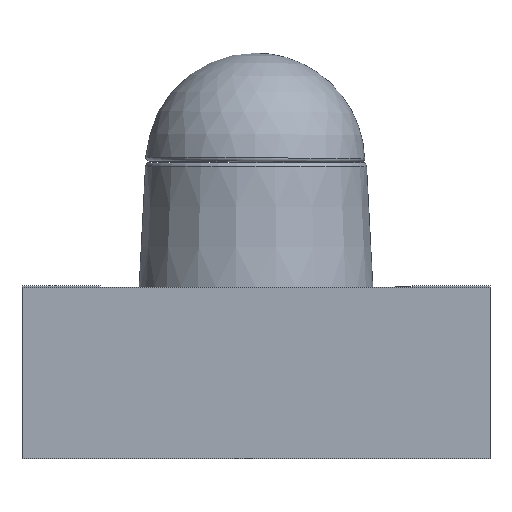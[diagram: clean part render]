
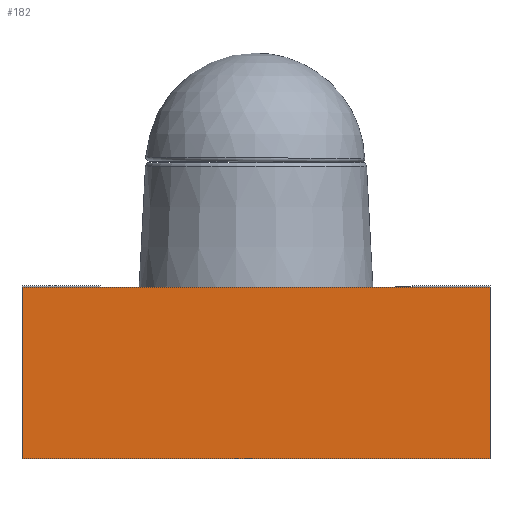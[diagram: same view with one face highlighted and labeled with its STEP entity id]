
A CAD part, front view. The second image highlights one B-rep face of the part: STEP entity #182.
In plain terms, the highlighted planar face has unit normal (0, -1, 0).
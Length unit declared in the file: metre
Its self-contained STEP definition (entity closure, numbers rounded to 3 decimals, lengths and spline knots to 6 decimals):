
#182 = ADVANCED_FACE( '', ( #313 ), #314, .F. );
#313 = FACE_OUTER_BOUND( '', #442, .T. );
#314 = PLANE( '', #443 );
#442 = EDGE_LOOP( '', ( #569, #570, #571, #572 ) );
#443 = AXIS2_PLACEMENT_3D( '', #573, #574, #575 );
#569 = ORIENTED_EDGE( '', *, *, #837, .T. );
#570 = ORIENTED_EDGE( '', *, *, #841, .F. );
#571 = ORIENTED_EDGE( '', *, *, #842, .F. );
#572 = ORIENTED_EDGE( '', *, *, #843, .T. );
#573 = CARTESIAN_POINT( '', ( 0.030328, -0.0008, -0.0011 ) );
#574 = DIRECTION( '', ( 0., 1., 0. ) );
#575 = DIRECTION( '', ( -1., 0., 0. ) );
#837 = EDGE_CURVE( '', #948, #945, #949, .T. );
#841 = EDGE_CURVE( '', #954, #945, #955, .T. );
#842 = EDGE_CURVE( '', #956, #954, #957, .T. );
#843 = EDGE_CURVE( '', #956, #948, #958, .T. );
#945 = VERTEX_POINT( '', #1095 );
#948 = VERTEX_POINT( '', #1099 );
#949 = LINE( '', #1100, #1101 );
#954 = VERTEX_POINT( '', #1108 );
#955 = LINE( '', #1109, #1110 );
#956 = VERTEX_POINT( '', #1111 );
#957 = LINE( '', #1112, #1113 );
#958 = LINE( '', #1114, #1115 );
#1095 = CARTESIAN_POINT( '', ( -0.0015, -0.0008, 0. ) );
#1099 = CARTESIAN_POINT( '', ( 0.0015, -0.0008, 0. ) );
#1100 = CARTESIAN_POINT( '', ( 0.030328, -0.0008, 0. ) );
#1101 = VECTOR( '', #1293, 1. );
#1108 = CARTESIAN_POINT( '', ( -0.0015, -0.0008, -0.0011 ) );
#1109 = CARTESIAN_POINT( '', ( -0.0015, -0.0008, -0.0011 ) );
#1110 = VECTOR( '', #1296, 1. );
#1111 = CARTESIAN_POINT( '', ( 0.0015, -0.0008, -0.0011 ) );
#1112 = CARTESIAN_POINT( '', ( 0.030328, -0.0008, -0.0011 ) );
#1113 = VECTOR( '', #1297, 1. );
#1114 = CARTESIAN_POINT( '', ( 0.0015, -0.0008, -0.0011 ) );
#1115 = VECTOR( '', #1298, 1. );
#1293 = DIRECTION( '', ( -1., 0., 0. ) );
#1296 = DIRECTION( '', ( 0., 0., 1. ) );
#1297 = DIRECTION( '', ( -1., 0., 0. ) );
#1298 = DIRECTION( '', ( 0., 0., 1. ) );
